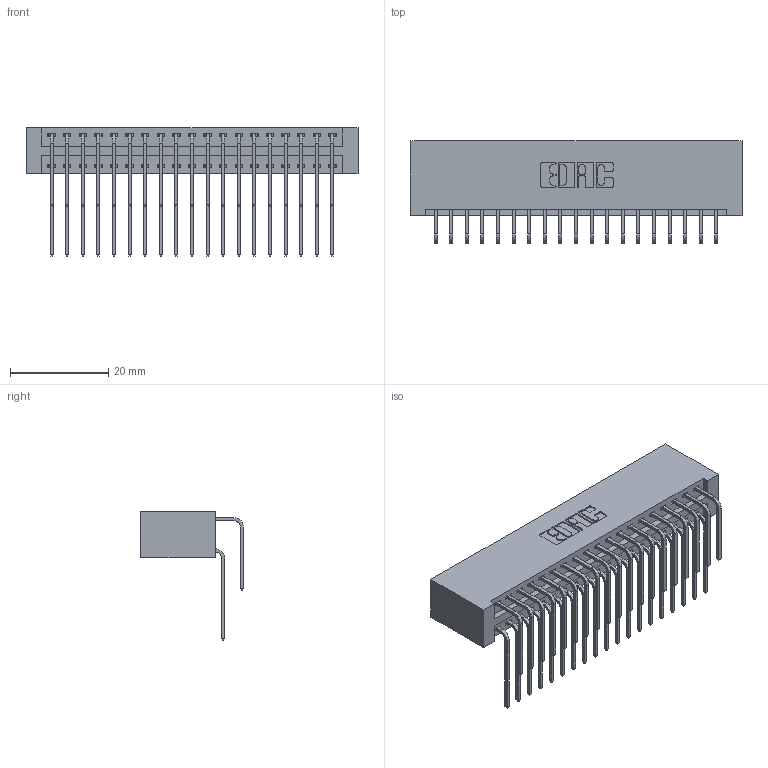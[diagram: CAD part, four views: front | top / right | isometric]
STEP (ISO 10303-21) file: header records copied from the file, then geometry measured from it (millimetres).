
FILE_DESCRIPTION (( 'STEP AP203' ), '1' );
FILE_NAME ('396-038-559-201.STEP', '2018-09-06T09:19:02', ( '' ), ( '' ), 'SwSTEP 2.0', 'SolidWorks 2016', '' );
FILE_SCHEMA (( 'CONFIG_CONTROL_DESIGN' ));
Length unit declared in the file: inch
Products named in the file (4): 346 Part_No Mounting Lugs; 345-292-001_558 559 Tail - 1; 345-292-001_559 Tail - 2; 396-038-559-201
Assembly tree (39 placements, depth 2):
  396-038-559-201
    346 Part_No Mounting Lugs
    345-292-001_558 559 Tail - 1  x19
    345-292-001_559 Tail - 2  x19
Bounding box: 67.56 x 20.89 x 26.16 mm (x, y, z)
Volume: 7202.2 mm3; surface area: 10753.2 mm2
Topology: 39 solids, 39 shells, 2166 faces, 6423 edges, 4230 vertices
Faces by surface type: plane 1478, cylinder 688
Entity records: 17003 total; most frequent: CARTESIAN_POINT 2883, ORIENTED_EDGE 2766, DIRECTION 2559, EDGE_CURVE 1383, VECTOR 1143, LINE 1143, VERTEX_POINT 918, AXIS2_PLACEMENT_3D 708
